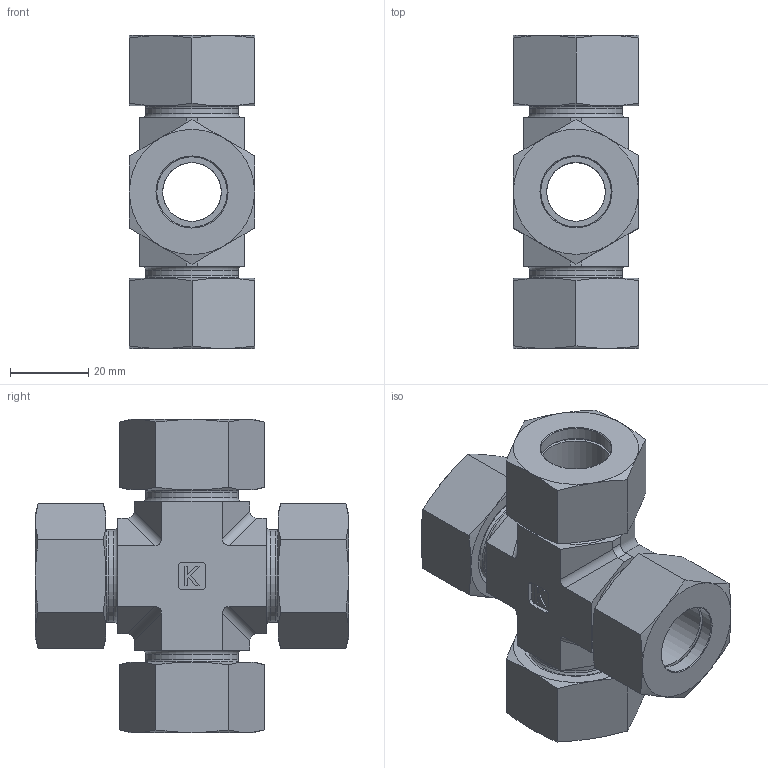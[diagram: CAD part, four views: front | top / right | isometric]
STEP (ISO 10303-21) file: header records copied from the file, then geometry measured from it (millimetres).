
FILE_DESCRIPTION((''),'2;1');
FILE_NAME('4961826.stp','2014-10-14T10:20:23',(''),('KNOMI spol. s r. o.'),'Autodesk Inventor 2012','Autodesk Inventor 2012','');
FILE_SCHEMA(('AUTOMOTIVE_DESIGN { 1 2 10303 214 0 1 1 1 }'));
Length unit declared in the file: millimetre
Products named in the file (4): KS2K 18L 4xM26; 4911826; 3911826; 40118
Assembly tree (9 placements, depth 2):
  KS2K 18L 4xM26
    4911826
    3911826  x4
    40118  x4
Bounding box: 32 x 80 x 80 mm (x, y, z)
Volume: 72194.6 mm3; surface area: 37365.4 mm2
Topology: 9 solids, 9 shells, 248 faces, 576 edges, 354 vertices
Faces by surface type: plane 96, cone 88, cylinder 52, torus 12
Full cylindrical faces by diameter (mm): 15 x4, 18 x12, 20.3 x4, 23 x4, 23.7 x4, 24.376 x4, 26 x4
Entity records: 4112 total; most frequent: CARTESIAN_POINT 696, DIRECTION 690, ORIENTED_EDGE 572, EDGE_CURVE 286, AXIS2_PLACEMENT_3D 272, EDGE_LOOP 210, VERTEX_POINT 206, VECTOR 146
